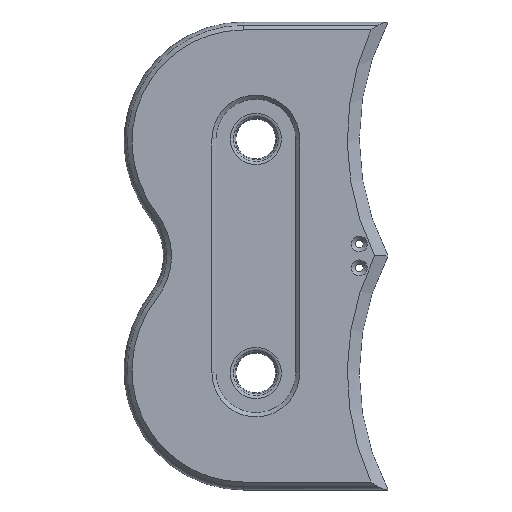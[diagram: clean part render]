
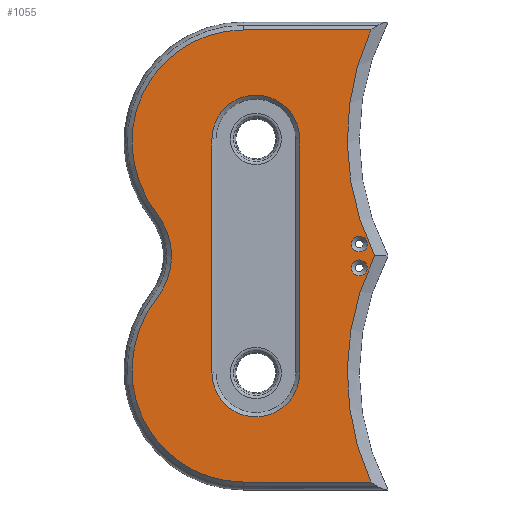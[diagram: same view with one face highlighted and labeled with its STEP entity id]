
A CAD part, top view. The second image highlights one B-rep face of the part: STEP entity #1055.
In plain terms, the highlighted planar face has unit normal (0, 0, 1).
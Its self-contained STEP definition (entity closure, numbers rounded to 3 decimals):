
#50=FACE_BOUND('',#164,.T.);
#51=FACE_BOUND('',#165,.T.);
#52=FACE_BOUND('',#166,.T.);
#56=PLANE('',#1154);
#89=FACE_OUTER_BOUND('',#163,.T.);
#163=EDGE_LOOP('',(#728,#729,#730,#731,#732,#733,#734,#735,#736));
#164=EDGE_LOOP('',(#737));
#165=EDGE_LOOP('',(#738,#739,#740,#741));
#166=EDGE_LOOP('',(#742));
#239=LINE('',#1721,#298);
#240=LINE('',#1733,#299);
#241=LINE('',#1743,#300);
#242=LINE('',#1746,#301);
#298=VECTOR('',#1342,10.);
#299=VECTOR('',#1353,10.);
#300=VECTOR('',#1362,10.);
#301=VECTOR('',#1365,10.);
#366=CIRCLE('',#1153,2.);
#367=CIRCLE('',#1155,28.);
#368=CIRCLE('',#1156,31.148);
#369=CIRCLE('',#1157,17.);
#370=CIRCLE('',#1158,31.148);
#371=CIRCLE('',#1159,28.);
#372=CIRCLE('',#1160,66.582);
#373=CIRCLE('',#1161,66.582);
#374=CIRCLE('',#1162,2.);
#375=CIRCLE('',#1163,11.);
#376=CIRCLE('',#1164,11.);
#458=VERTEX_POINT('',#1715);
#459=VERTEX_POINT('',#1719);
#460=VERTEX_POINT('',#1720);
#461=VERTEX_POINT('',#1722);
#462=VERTEX_POINT('',#1724);
#463=VERTEX_POINT('',#1726);
#464=VERTEX_POINT('',#1728);
#465=VERTEX_POINT('',#1730);
#466=VERTEX_POINT('',#1732);
#467=VERTEX_POINT('',#1734);
#468=VERTEX_POINT('',#1737);
#469=VERTEX_POINT('',#1739);
#470=VERTEX_POINT('',#1740);
#471=VERTEX_POINT('',#1742);
#472=VERTEX_POINT('',#1744);
#556=EDGE_CURVE('',#458,#458,#366,.T.);
#558=EDGE_CURVE('',#459,#460,#239,.T.);
#559=EDGE_CURVE('',#461,#459,#367,.T.);
#560=EDGE_CURVE('',#462,#461,#368,.T.);
#561=EDGE_CURVE('',#463,#462,#369,.T.);
#562=EDGE_CURVE('',#464,#463,#370,.T.);
#563=EDGE_CURVE('',#465,#464,#371,.T.);
#564=EDGE_CURVE('',#466,#465,#240,.T.);
#565=EDGE_CURVE('',#467,#466,#372,.T.);
#566=EDGE_CURVE('',#460,#467,#373,.T.);
#567=EDGE_CURVE('',#468,#468,#374,.T.);
#568=EDGE_CURVE('',#469,#470,#375,.T.);
#569=EDGE_CURVE('',#471,#469,#241,.T.);
#570=EDGE_CURVE('',#472,#471,#376,.T.);
#571=EDGE_CURVE('',#470,#472,#242,.T.);
#728=ORIENTED_EDGE('',*,*,#558,.F.);
#729=ORIENTED_EDGE('',*,*,#559,.F.);
#730=ORIENTED_EDGE('',*,*,#560,.F.);
#731=ORIENTED_EDGE('',*,*,#561,.F.);
#732=ORIENTED_EDGE('',*,*,#562,.F.);
#733=ORIENTED_EDGE('',*,*,#563,.F.);
#734=ORIENTED_EDGE('',*,*,#564,.F.);
#735=ORIENTED_EDGE('',*,*,#565,.F.);
#736=ORIENTED_EDGE('',*,*,#566,.F.);
#737=ORIENTED_EDGE('',*,*,#567,.F.);
#738=ORIENTED_EDGE('',*,*,#568,.F.);
#739=ORIENTED_EDGE('',*,*,#569,.F.);
#740=ORIENTED_EDGE('',*,*,#570,.F.);
#741=ORIENTED_EDGE('',*,*,#571,.F.);
#742=ORIENTED_EDGE('',*,*,#556,.F.);
#1055=ADVANCED_FACE('',(#89,#50,#51,#52),#56,.T.);
#1153=AXIS2_PLACEMENT_3D('',#1716,#1337,#1338);
#1154=AXIS2_PLACEMENT_3D('',#1718,#1340,#1341);
#1155=AXIS2_PLACEMENT_3D('',#1723,#1343,#1344);
#1156=AXIS2_PLACEMENT_3D('',#1725,#1345,#1346);
#1157=AXIS2_PLACEMENT_3D('',#1727,#1347,#1348);
#1158=AXIS2_PLACEMENT_3D('',#1729,#1349,#1350);
#1159=AXIS2_PLACEMENT_3D('',#1731,#1351,#1352);
#1160=AXIS2_PLACEMENT_3D('',#1735,#1354,#1355);
#1161=AXIS2_PLACEMENT_3D('',#1736,#1356,#1357);
#1162=AXIS2_PLACEMENT_3D('',#1738,#1358,#1359);
#1163=AXIS2_PLACEMENT_3D('',#1741,#1360,#1361);
#1164=AXIS2_PLACEMENT_3D('',#1745,#1363,#1364);
#1337=DIRECTION('center_axis',(0.,0.,1.));
#1338=DIRECTION('ref_axis',(-1.,0.,0.));
#1340=DIRECTION('center_axis',(0.,0.,1.));
#1341=DIRECTION('ref_axis',(1.,0.,0.));
#1342=DIRECTION('',(1.,0.,0.));
#1343=DIRECTION('center_axis',(0.,0.,-1.));
#1344=DIRECTION('ref_axis',(-0.775,0.632,0.));
#1345=DIRECTION('center_axis',(0.,0.,-1.));
#1346=DIRECTION('ref_axis',(-0.464,0.886,0.));
#1347=DIRECTION('center_axis',(0.,0.,1.));
#1348=DIRECTION('ref_axis',(1.,0.,0.));
#1349=DIRECTION('center_axis',(0.,0.,-1.));
#1350=DIRECTION('ref_axis',(-0.464,0.886,0.));
#1351=DIRECTION('center_axis',(0.,0.,-1.));
#1352=DIRECTION('ref_axis',(-0.775,-0.632,0.));
#1353=DIRECTION('',(-1.,0.,0.));
#1354=DIRECTION('center_axis',(0.,0.,1.));
#1355=DIRECTION('ref_axis',(-1.,0.,0.));
#1356=DIRECTION('center_axis',(0.,0.,1.));
#1357=DIRECTION('ref_axis',(-1.,0.,0.));
#1358=DIRECTION('center_axis',(0.,0.,1.));
#1359=DIRECTION('ref_axis',(-1.,0.,0.));
#1360=DIRECTION('center_axis',(0.,0.,1.));
#1361=DIRECTION('ref_axis',(1.,0.,0.));
#1362=DIRECTION('',(0.,1.,0.));
#1363=DIRECTION('center_axis',(0.,0.,1.));
#1364=DIRECTION('ref_axis',(-1.,0.,0.));
#1365=DIRECTION('',(0.,-1.,0.));
#1715=CARTESIAN_POINT('',(61.109,61.731,7.));
#1716=CARTESIAN_POINT('Origin',(59.109,61.731,7.));
#1718=CARTESIAN_POINT('Origin',(33.148,58.731,7.));
#1719=CARTESIAN_POINT('',(30.065,115.463,7.));
#1720=CARTESIAN_POINT('',(61.993,115.463,7.));
#1721=CARTESIAN_POINT('',(49.722,115.463,7.));
#1722=CARTESIAN_POINT('',(2.639,81.822,7.));
#1723=CARTESIAN_POINT('Origin',(30.065,87.463,7.));
#1724=CARTESIAN_POINT('',(8.464,69.1,7.));
#1725=CARTESIAN_POINT('Origin',(33.148,88.097,7.));
#1726=CARTESIAN_POINT('',(8.464,48.363,7.));
#1727=CARTESIAN_POINT('Origin',(-5.008,58.731,7.));
#1728=CARTESIAN_POINT('',(2.639,35.641,7.));
#1729=CARTESIAN_POINT('Origin',(33.148,29.366,7.));
#1730=CARTESIAN_POINT('',(30.065,2.,7.));
#1731=CARTESIAN_POINT('Origin',(30.065,30.,7.));
#1732=CARTESIAN_POINT('',(61.993,2.,7.));
#1733=CARTESIAN_POINT('',(25.46,2.,7.));
#1734=CARTESIAN_POINT('',(62.935,58.731,7.));
#1735=CARTESIAN_POINT('Origin',(122.691,29.366,7.));
#1736=CARTESIAN_POINT('Origin',(122.691,88.097,7.));
#1737=CARTESIAN_POINT('',(61.109,55.731,7.));
#1738=CARTESIAN_POINT('Origin',(59.109,55.731,7.));
#1739=CARTESIAN_POINT('',(44.148,88.097,7.));
#1740=CARTESIAN_POINT('',(22.148,88.097,7.));
#1741=CARTESIAN_POINT('Origin',(33.148,88.097,7.));
#1742=CARTESIAN_POINT('',(44.148,29.366,7.));
#1743=CARTESIAN_POINT('',(44.148,73.414,7.));
#1744=CARTESIAN_POINT('',(22.148,29.366,7.));
#1745=CARTESIAN_POINT('Origin',(33.148,29.366,7.));
#1746=CARTESIAN_POINT('',(22.148,44.049,7.));
